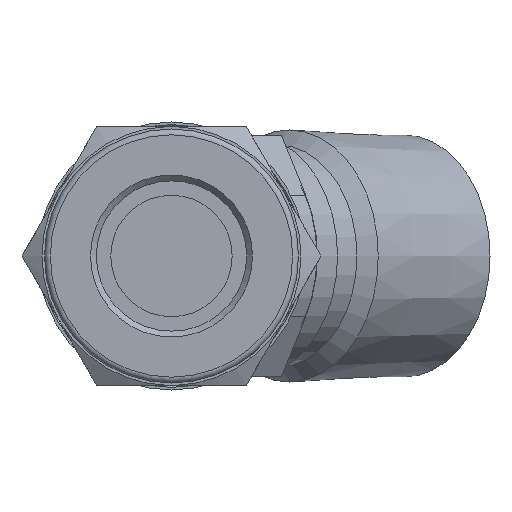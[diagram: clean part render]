
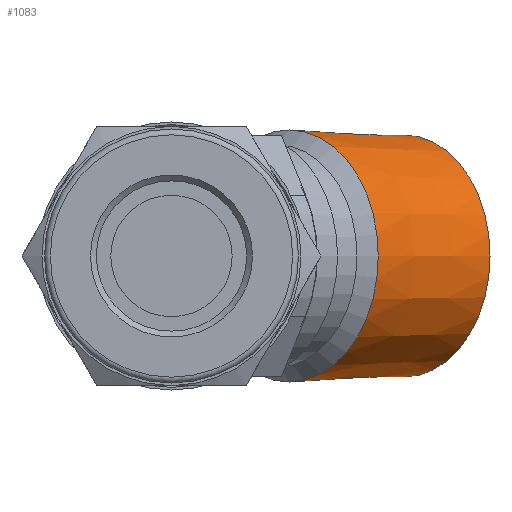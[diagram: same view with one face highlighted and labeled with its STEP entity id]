
A CAD part, left-side view. The second image highlights one B-rep face of the part: STEP entity #1083.
In plain terms, the highlighted conical face has half-angle 1.78 degrees and reference radius 10.497 mm.
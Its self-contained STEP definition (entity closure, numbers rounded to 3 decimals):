
#60=CONICAL_SURFACE('',#1232,10.497,0.031);
#126=CIRCLE('',#1231,10.817);
#127=CIRCLE('',#1233,10.382);
#197=FACE_OUTER_BOUND('',#281,.T.);
#281=EDGE_LOOP('',(#975,#976,#977,#978));
#352=LINE('',#1934,#423);
#423=VECTOR('',#1564,10.497);
#534=VERTEX_POINT('',#1928);
#535=VERTEX_POINT('',#1932);
#680=EDGE_CURVE('',#534,#534,#126,.T.);
#682=EDGE_CURVE('',#535,#535,#127,.T.);
#683=EDGE_CURVE('',#535,#534,#352,.T.);
#975=ORIENTED_EDGE('',*,*,#682,.F.);
#976=ORIENTED_EDGE('',*,*,#683,.T.);
#977=ORIENTED_EDGE('',*,*,#680,.T.);
#978=ORIENTED_EDGE('',*,*,#683,.F.);
#1083=ADVANCED_FACE('',(#197),#60,.T.);
#1231=AXIS2_PLACEMENT_3D('',#1929,#1557,#1558);
#1232=AXIS2_PLACEMENT_3D('',#1931,#1560,#1561);
#1233=AXIS2_PLACEMENT_3D('',#1933,#1562,#1563);
#1557=DIRECTION('center_axis',(0.707,-0.707,0.));
#1558=DIRECTION('ref_axis',(0.707,0.707,0.));
#1560=DIRECTION('center_axis',(-0.707,0.707,0.));
#1561=DIRECTION('ref_axis',(0.707,0.707,0.));
#1562=DIRECTION('center_axis',(0.707,-0.707,0.));
#1563=DIRECTION('ref_axis',(0.707,0.707,0.));
#1564=DIRECTION('',(-0.729,0.685,0.));
#1928=CARTESIAN_POINT('',(34.4,-17.743,0.));
#1929=CARTESIAN_POINT('Origin',(42.048,-10.095,0.));
#1931=CARTESIAN_POINT('Origin',(49.329,-17.375,0.));
#1932=CARTESIAN_POINT('',(44.604,-27.333,0.));
#1933=CARTESIAN_POINT('Origin',(51.945,-19.992,0.));
#1934=CARTESIAN_POINT('',(41.906,-24.798,0.));
